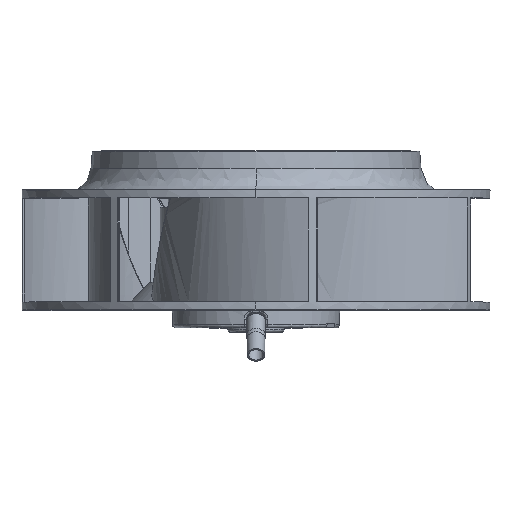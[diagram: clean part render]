
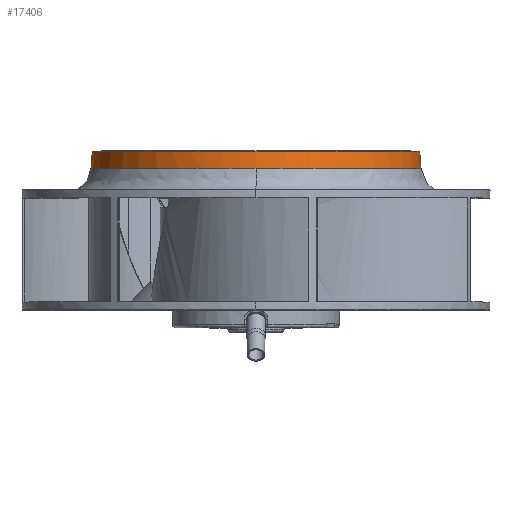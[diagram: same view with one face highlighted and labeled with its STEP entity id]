
A CAD part, top view. The second image highlights one B-rep face of the part: STEP entity #17406.
In plain terms, the highlighted free-form (B-spline) face has degree [1, 3] with [2, 7] control points.
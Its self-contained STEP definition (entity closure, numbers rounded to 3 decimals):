
#7227 = ORIENTED_EDGE ( 'NONE', *, *, #48197, .F. ) ;
#10239 = CARTESIAN_POINT ( 'NONE',  ( -115.253, 112.093, -16.087 ) ) ;
#10642 = CARTESIAN_POINT ( 'NONE',  ( -82.648, 112.093, 16.517 ) ) ;
#11025 = CARTESIAN_POINT ( 'NONE',  ( -36.539, 103.78, 17.152 ) ) ;
#13942 = CARTESIAN_POINT ( 'NONE',  ( -115.887, 103.78, -62.197 ) ) ;
#15495 = VERTEX_POINT ( 'NONE', #110798 ) ;
#17406 = ADVANCED_FACE ( 'NONE', ( #110398 ), #22999, .F. ) ;
#20990 = EDGE_CURVE ( 'NONE', #77932, #23845, #86789, .T. ) ;
#20992 = CARTESIAN_POINT ( 'NONE',  ( 42.81, 103.78, -62.197 ) ) ;
#22999 =( BOUNDED_SURFACE ( )  B_SPLINE_SURFACE ( 1, 3, ( 
 ( #37992, #55898, #65825, #38788, #10642, #10239, #110654 ),
 ( #38392, #73812, #101163, #11025, #111039, #74969, #84086 ) ),
 .UNSPECIFIED., .F., .F., .F. ) 
 B_SPLINE_SURFACE_WITH_KNOTS ( ( 2, 2 ),
 ( 4, 3, 4 ),
 ( 0., 1. ),
 ( 0., 0.5, 1. ),
 .UNSPECIFIED. ) 
 GEOMETRIC_REPRESENTATION_ITEM ( )  RATIONAL_B_SPLINE_SURFACE ( (
 ( 1., 0.805, 0.805, 1., 0.805, 0.805, 1.),
 ( 1., 0.805, 0.805, 1., 0.805, 0.805, 1.) ) ) 
 REPRESENTATION_ITEM ( '' )  SURFACE ( )  );
#23174 = CARTESIAN_POINT ( 'NONE',  ( -36.539, 112.093, 16.517 ) ) ;
#23845 = VERTEX_POINT ( 'NONE', #77734 ) ;
#23865 = ORIENTED_EDGE ( 'NONE', *, *, #20990, .F. ) ;
#24585 = EDGE_CURVE ( 'NONE', #89195, #76916, #47428, .T. ) ;
#25069 = CARTESIAN_POINT ( 'NONE',  ( -36.539, 103.78, 17.152 ) ) ;
#25853 = CARTESIAN_POINT ( 'NONE',  ( -83.02, 103.78, 17.152 ) ) ;
#27903 = ORIENTED_EDGE ( 'NONE', *, *, #36066, .F. ) ;
#29089 = B_SPLINE_CURVE_WITH_KNOTS ( 'NONE', 1,
 ( #57478, #75753 ),
 .UNSPECIFIED., .F., .F.,
 ( 2, 2 ),
 ( 0., 1. ),
 .UNSPECIFIED. ) ;
#29393 = ORIENTED_EDGE ( 'NONE', *, *, #108702, .T. ) ;
#30287 = CARTESIAN_POINT ( 'NONE',  ( 42.81, 103.78, -15.715 ) ) ;
#31983 = EDGE_CURVE ( 'NONE', #15495, #77932, #92562, .T. ) ;
#32727 = CARTESIAN_POINT ( 'NONE',  ( 42.175, 112.093, -16.087 ) ) ;
#36066 = EDGE_CURVE ( 'NONE', #49682, #76916, #113494, .T. ) ;
#36256 = CARTESIAN_POINT ( 'NONE',  ( -115.887, 103.78, -62.197 ) ) ;
#37992 = CARTESIAN_POINT ( 'NONE',  ( 42.175, 112.093, -62.197 ) ) ;
#38392 = CARTESIAN_POINT ( 'NONE',  ( 42.81, 103.78, -62.197 ) ) ;
#38788 = CARTESIAN_POINT ( 'NONE',  ( -36.539, 112.093, 16.517 ) ) ;
#42817 = CARTESIAN_POINT ( 'NONE',  ( -115.253, 112.093, -62.197 ) ) ;
#47428 =( BOUNDED_CURVE ( )  B_SPLINE_CURVE ( 3, ( #79519, #53698, #25853, #25069 ),
 .UNSPECIFIED., .F., .F. ) 
 B_SPLINE_CURVE_WITH_KNOTS ( ( 4, 4 ),
 ( 0., 1. ),
 .UNSPECIFIED. ) 
 CURVE ( )  GEOMETRIC_REPRESENTATION_ITEM ( )  RATIONAL_B_SPLINE_CURVE ( ( 1., 0.805, 0.805, 1. ) ) 
 REPRESENTATION_ITEM ( '' )  );
#48197 = EDGE_CURVE ( 'NONE', #89195, #15495, #104418, .T. ) ;
#49682 = VERTEX_POINT ( 'NONE', #20992 ) ;
#50420 = EDGE_LOOP ( 'NONE', ( #27903, #29393, #23865, #92785, #7227, #79072 ) ) ;
#53698 = CARTESIAN_POINT ( 'NONE',  ( -115.888, 103.78, -15.715 ) ) ;
#55898 = CARTESIAN_POINT ( 'NONE',  ( 42.175, 112.093, -16.087 ) ) ;
#56573 = CARTESIAN_POINT ( 'NONE',  ( 42.81, 103.78, -62.197 ) ) ;
#57478 = CARTESIAN_POINT ( 'NONE',  ( 42.81, 103.78, -62.197 ) ) ;
#58448 = CARTESIAN_POINT ( 'NONE',  ( -115.253, 112.093, -62.197 ) ) ;
#65825 = CARTESIAN_POINT ( 'NONE',  ( 9.571, 112.093, 16.517 ) ) ;
#73812 = CARTESIAN_POINT ( 'NONE',  ( 42.81, 103.78, -15.715 ) ) ;
#74858 = CARTESIAN_POINT ( 'NONE',  ( 9.943, 103.78, 17.152 ) ) ;
#74969 = CARTESIAN_POINT ( 'NONE',  ( -115.888, 103.78, -15.715 ) ) ;
#75192 = CARTESIAN_POINT ( 'NONE',  ( -36.539, 103.78, 17.152 ) ) ;
#75753 = CARTESIAN_POINT ( 'NONE',  ( 42.175, 112.093, -62.197 ) ) ;
#76469 = CARTESIAN_POINT ( 'NONE',  ( 9.571, 112.093, 16.517 ) ) ;
#76916 = VERTEX_POINT ( 'NONE', #75192 ) ;
#77734 = CARTESIAN_POINT ( 'NONE',  ( 42.175, 112.093, -62.197 ) ) ;
#77932 = VERTEX_POINT ( 'NONE', #103341 ) ;
#79072 = ORIENTED_EDGE ( 'NONE', *, *, #24585, .T. ) ;
#79519 = CARTESIAN_POINT ( 'NONE',  ( -115.887, 103.78, -62.197 ) ) ;
#81309 = CARTESIAN_POINT ( 'NONE',  ( -115.253, 112.093, -9.721 ) ) ;
#84086 = CARTESIAN_POINT ( 'NONE',  ( -115.888, 103.78, -62.197 ) ) ;
#86339 = CARTESIAN_POINT ( 'NONE',  ( 42.175, 112.093, -62.197 ) ) ;
#86789 =( BOUNDED_CURVE ( )  B_SPLINE_CURVE ( 3, ( #23174, #76469, #32727, #86339 ),
 .UNSPECIFIED., .F., .F. ) 
 B_SPLINE_CURVE_WITH_KNOTS ( ( 4, 4 ),
 ( 0., 1. ),
 .UNSPECIFIED. ) 
 CURVE ( )  GEOMETRIC_REPRESENTATION_ITEM ( )  RATIONAL_B_SPLINE_CURVE ( ( 1., 0.805, 0.805, 1. ) ) 
 REPRESENTATION_ITEM ( '' )  );
#89195 = VERTEX_POINT ( 'NONE', #36256 ) ;
#92562 =( BOUNDED_CURVE ( )  B_SPLINE_CURVE ( 3, ( #42817, #81309, #110626, #115284 ),
 .UNSPECIFIED., .F., .F. ) 
 B_SPLINE_CURVE_WITH_KNOTS ( ( 4, 4 ),
 ( 0., 1. ),
 .UNSPECIFIED. ) 
 CURVE ( )  GEOMETRIC_REPRESENTATION_ITEM ( )  RATIONAL_B_SPLINE_CURVE ( ( 0.5, 0.5, 0.667, 1. ) ) 
 REPRESENTATION_ITEM ( '' )  );
#92785 = ORIENTED_EDGE ( 'NONE', *, *, #31983, .F. ) ;
#101163 = CARTESIAN_POINT ( 'NONE',  ( 9.943, 103.78, 17.152 ) ) ;
#102222 = CARTESIAN_POINT ( 'NONE',  ( -36.539, 103.78, 17.152 ) ) ;
#103341 = CARTESIAN_POINT ( 'NONE',  ( -36.539, 112.093, 16.517 ) ) ;
#104418 = B_SPLINE_CURVE_WITH_KNOTS ( 'NONE', 1,
 ( #13942, #58448 ),
 .UNSPECIFIED., .F., .F.,
 ( 2, 2 ),
 ( 0., 1. ),
 .UNSPECIFIED. ) ;
#108702 = EDGE_CURVE ( 'NONE', #49682, #23845, #29089, .T. ) ;
#110398 = FACE_OUTER_BOUND ( 'NONE', #50420, .T. ) ;
#110626 = CARTESIAN_POINT ( 'NONE',  ( -75.896, 112.093, 16.517 ) ) ;
#110654 = CARTESIAN_POINT ( 'NONE',  ( -115.253, 112.093, -62.197 ) ) ;
#110798 = CARTESIAN_POINT ( 'NONE',  ( -115.253, 112.093, -62.197 ) ) ;
#111039 = CARTESIAN_POINT ( 'NONE',  ( -83.02, 103.78, 17.152 ) ) ;
#113494 =( BOUNDED_CURVE ( )  B_SPLINE_CURVE ( 3, ( #56573, #30287, #74858, #102222 ),
 .UNSPECIFIED., .F., .F. ) 
 B_SPLINE_CURVE_WITH_KNOTS ( ( 4, 4 ),
 ( 0., 1. ),
 .UNSPECIFIED. ) 
 CURVE ( )  GEOMETRIC_REPRESENTATION_ITEM ( )  RATIONAL_B_SPLINE_CURVE ( ( 1., 0.805, 0.805, 1. ) ) 
 REPRESENTATION_ITEM ( '' )  );
#115284 = CARTESIAN_POINT ( 'NONE',  ( -36.539, 112.093, 16.517 ) ) ;
